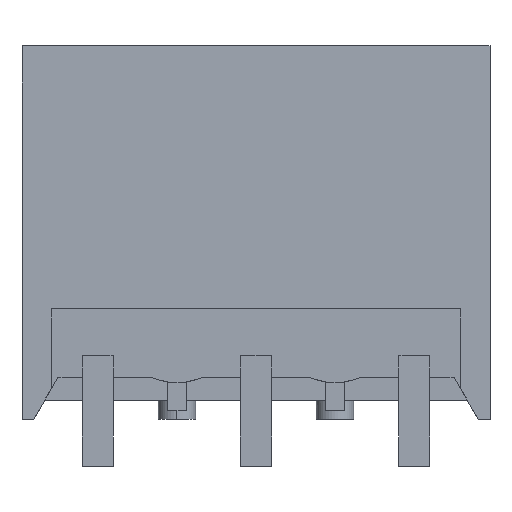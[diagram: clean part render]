
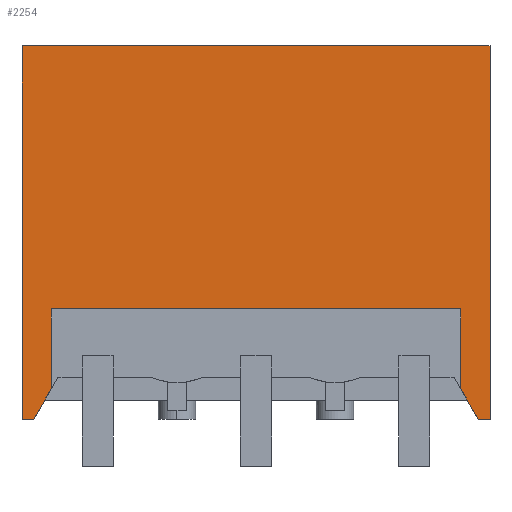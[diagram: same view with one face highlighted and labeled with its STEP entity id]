
A CAD part, front view. The second image highlights one B-rep face of the part: STEP entity #2254.
In plain terms, the highlighted planar face has unit normal (0, -1, 0).
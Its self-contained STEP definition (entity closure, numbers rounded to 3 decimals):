
#2223=AXIS2_PLACEMENT_3D('Plane Axis2P3D',#2220,#2221,#2222) ;
#946=CARTESIAN_POINT('Vertex',(0.94,0.,2.481)) ;
#949=CARTESIAN_POINT('Line Origine',(0.657,0.,1.991)) ;
#953=CARTESIAN_POINT('Vertex',(0.373,0.,1.5)) ;
#1001=CARTESIAN_POINT('Line Origine',(0.187,0.,1.5)) ;
#1005=CARTESIAN_POINT('Vertex',(0.,0.,1.5)) ;
#1026=CARTESIAN_POINT('Line Origine',(0.,0.,7.5)) ;
#1030=CARTESIAN_POINT('Vertex',(0.,0.,13.5)) ;
#1223=CARTESIAN_POINT('Vertex',(15.04,0.,13.5)) ;
#1226=CARTESIAN_POINT('Line Origine',(15.04,0.,7.5)) ;
#1230=CARTESIAN_POINT('Vertex',(15.04,0.,1.5)) ;
#1261=CARTESIAN_POINT('Line Origine',(14.853,0.,1.5)) ;
#1265=CARTESIAN_POINT('Vertex',(14.667,0.,1.5)) ;
#1335=CARTESIAN_POINT('Line Origine',(14.383,0.,1.991)) ;
#1339=CARTESIAN_POINT('Vertex',(14.1,0.,2.481)) ;
#2204=CARTESIAN_POINT('Vertex',(0.94,0.,5.05)) ;
#2207=CARTESIAN_POINT('Line Origine',(0.94,0.,3.766)) ;
#2220=CARTESIAN_POINT('Axis2P3D Location',(-5.08,0.,1.5)) ;
#2225=CARTESIAN_POINT('Line Origine',(7.52,0.,5.05)) ;
#2229=CARTESIAN_POINT('Vertex',(14.1,0.,5.05)) ;
#2232=CARTESIAN_POINT('Line Origine',(14.1,0.,3.766)) ;
#2237=CARTESIAN_POINT('Line Origine',(7.52,0.,13.5)) ;
#950=DIRECTION('Vector Direction',(-0.5,0.,-0.866)) ;
#1002=DIRECTION('Vector Direction',(1.,0.,0.)) ;
#1027=DIRECTION('Vector Direction',(0.,0.,1.)) ;
#1227=DIRECTION('Vector Direction',(0.,0.,1.)) ;
#1262=DIRECTION('Vector Direction',(1.,0.,0.)) ;
#1336=DIRECTION('Vector Direction',(-0.5,0.,0.866)) ;
#2208=DIRECTION('Vector Direction',(0.,0.,-1.)) ;
#2221=DIRECTION('Axis2P3D Direction',(0.,1.,0.)) ;
#2222=DIRECTION('Axis2P3D XDirection',(0.,0.,-1.)) ;
#2226=DIRECTION('Vector Direction',(-1.,0.,0.)) ;
#2233=DIRECTION('Vector Direction',(0.,0.,1.)) ;
#2238=DIRECTION('Vector Direction',(1.,0.,0.)) ;
#951=VECTOR('Line Direction',#950,1.) ;
#1003=VECTOR('Line Direction',#1002,1.) ;
#1028=VECTOR('Line Direction',#1027,1.) ;
#1228=VECTOR('Line Direction',#1227,1.) ;
#1263=VECTOR('Line Direction',#1262,1.) ;
#1337=VECTOR('Line Direction',#1336,1.) ;
#2209=VECTOR('Line Direction',#2208,1.) ;
#2227=VECTOR('Line Direction',#2226,1.) ;
#2234=VECTOR('Line Direction',#2233,1.) ;
#2239=VECTOR('Line Direction',#2238,1.) ;
#2243=ORIENTED_EDGE('',*,*,#1032,.F.) ;
#2244=ORIENTED_EDGE('',*,*,#1007,.T.) ;
#2245=ORIENTED_EDGE('',*,*,#955,.F.) ;
#2246=ORIENTED_EDGE('',*,*,#2211,.F.) ;
#2247=ORIENTED_EDGE('',*,*,#2231,.F.) ;
#2248=ORIENTED_EDGE('',*,*,#2236,.F.) ;
#2249=ORIENTED_EDGE('',*,*,#1341,.F.) ;
#2250=ORIENTED_EDGE('',*,*,#1267,.T.) ;
#2251=ORIENTED_EDGE('',*,*,#1232,.T.) ;
#2252=ORIENTED_EDGE('',*,*,#2241,.F.) ;
#2254=ADVANCED_FACE('HOUSING',(#2253),#2224,.F.) ;
#955=EDGE_CURVE('',#947,#954,#952,.T.) ;
#1007=EDGE_CURVE('',#1006,#954,#1004,.T.) ;
#1032=EDGE_CURVE('',#1006,#1031,#1029,.T.) ;
#1232=EDGE_CURVE('',#1231,#1224,#1229,.T.) ;
#1267=EDGE_CURVE('',#1266,#1231,#1264,.T.) ;
#1341=EDGE_CURVE('',#1266,#1340,#1338,.T.) ;
#2211=EDGE_CURVE('',#2205,#947,#2210,.T.) ;
#2231=EDGE_CURVE('',#2230,#2205,#2228,.T.) ;
#2236=EDGE_CURVE('',#1340,#2230,#2235,.T.) ;
#2241=EDGE_CURVE('',#1031,#1224,#2240,.T.) ;
#2242=EDGE_LOOP('',(#2243,#2244,#2245,#2246,#2247,#2248,#2249,#2250,#2251,#2252)) ;
#2253=FACE_OUTER_BOUND('',#2242,.T.) ;
#952=LINE('Line',#949,#951) ;
#1004=LINE('Line',#1001,#1003) ;
#1029=LINE('Line',#1026,#1028) ;
#1229=LINE('Line',#1226,#1228) ;
#1264=LINE('Line',#1261,#1263) ;
#1338=LINE('Line',#1335,#1337) ;
#2210=LINE('Line',#2207,#2209) ;
#2228=LINE('Line',#2225,#2227) ;
#2235=LINE('Line',#2232,#2234) ;
#2240=LINE('Line',#2237,#2239) ;
#2224=PLANE('',#2223) ;
#947=VERTEX_POINT('',#946) ;
#954=VERTEX_POINT('',#953) ;
#1006=VERTEX_POINT('',#1005) ;
#1031=VERTEX_POINT('',#1030) ;
#1224=VERTEX_POINT('',#1223) ;
#1231=VERTEX_POINT('',#1230) ;
#1266=VERTEX_POINT('',#1265) ;
#1340=VERTEX_POINT('',#1339) ;
#2205=VERTEX_POINT('',#2204) ;
#2230=VERTEX_POINT('',#2229) ;
